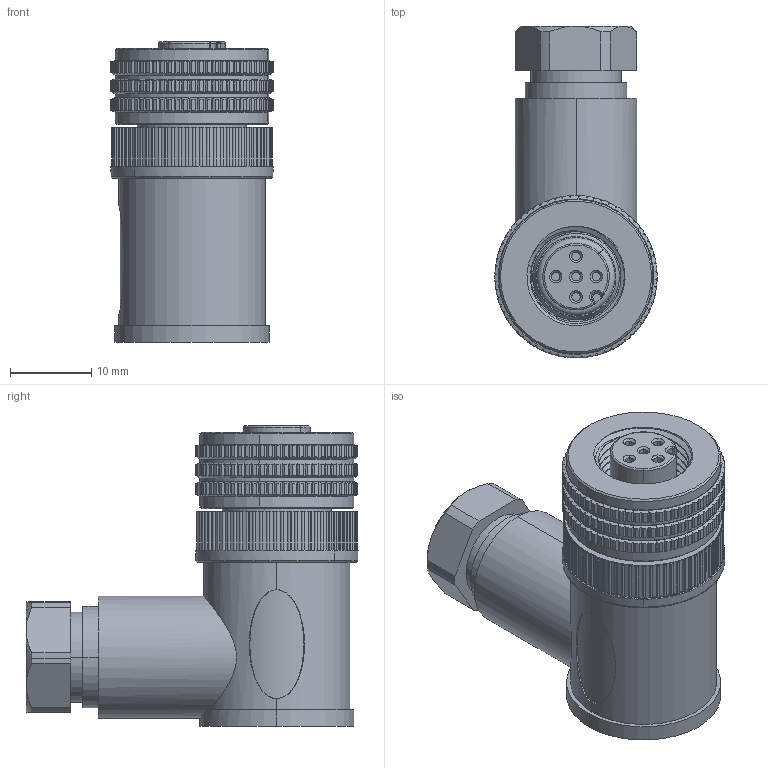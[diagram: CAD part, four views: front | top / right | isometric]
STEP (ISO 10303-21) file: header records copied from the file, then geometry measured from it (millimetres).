
FILE_DESCRIPTION((''),'2;1');
FILE_NAME('234944_ASM','2023-05-30T14:58:54',('banengservice'),('BANNER ENGINEERING'),'CREO PARAMETRIC BY PTC INC, 2022414','CREO PARAMETRIC BY PTC INC, 2022414','');
FILE_SCHEMA(('CONFIG_CONTROL_DESIGN'));
Length unit declared in the file: millimetre
Products named in the file (2): 234944_EP01; 234944_ASM
Assembly tree (1 placements, depth 2):
  234944_ASM
    234944_EP01
Bounding box: 20 x 40.91 x 37 mm (x, y, z)
Volume: 13154.3 mm3; surface area: 5535.8 mm2
Topology: 1 solids, 3 shells, 1193 faces, 3334 edges, 2164 vertices
Faces by surface type: plane 491, cylinder 450, bspline 128, torus 84, cone 38, sphere 2
Entity records: 48652 total; most frequent: CARTESIAN_POINT 19525, ORIENTED_EDGE 6662, DIRECTION 5602, EDGE_CURVE 3331, AXIS2_PLACEMENT_3D 2343, VERTEX_POINT 2164, CIRCLE 1275, EDGE_LOOP 1215
